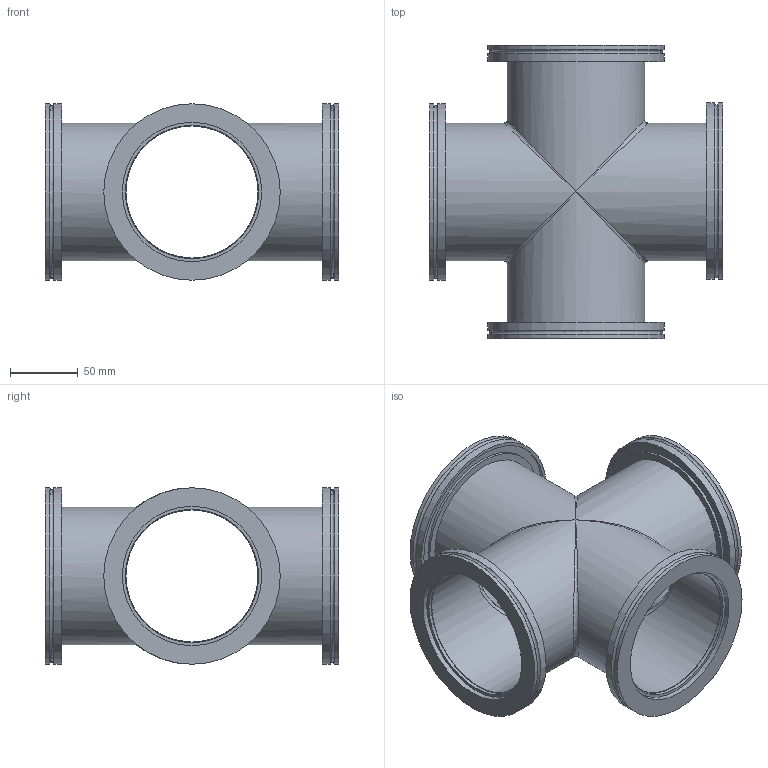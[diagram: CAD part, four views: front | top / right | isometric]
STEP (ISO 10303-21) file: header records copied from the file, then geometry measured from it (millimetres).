
FILE_DESCRIPTION (( 'STEP AP214' ), '1' );
FILE_NAME ('X41ISOK100 Fullvac.STEP', '2020-05-04T12:02:52', ( '' ), ( '' ), 'SwSTEP 2.0', 'SolidWorks 2017', '' );
FILE_SCHEMA (( 'AUTOMOTIVE_DESIGN' ));
Length unit declared in the file: millimetre
Products named in the file (3): 1^X41ISOK100 Fullvac; X41ISOK100 Fullvac; 2^X41ISOK100 Fullvac
Assembly tree (5 placements, depth 2):
  X41ISOK100 Fullvac
    1^X41ISOK100 Fullvac
    2^X41ISOK100 Fullvac  x4
Bounding box: 216 x 216 x 130 mm (x, y, z)
Volume: 413930.6 mm3; surface area: 262041.3 mm2
Topology: 5 solids, 5 shells, 84 faces, 176 edges, 100 vertices
Faces by surface type: cylinder 36, plane 28, bspline 16, cone 4
Full cylindrical faces by diameter (mm): 97.4 x4, 98.3 x4, 101.6 x4, 101.9 x4, 102.7 x4, 112.3 x4, 125 x4, 130 x8
Entity records: 6871 total; most frequent: CARTESIAN_POINT 5804, DIRECTION 114, ORIENTED_EDGE 80, EDGE_LOOP 64, AXIS2_PLACEMENT_3D 57, FACE_OUTER_BOUND 53, UNCERTAINTY_MEASURE_WITH_UNIT 43, FILL_AREA_STYLE_COLOUR 40
